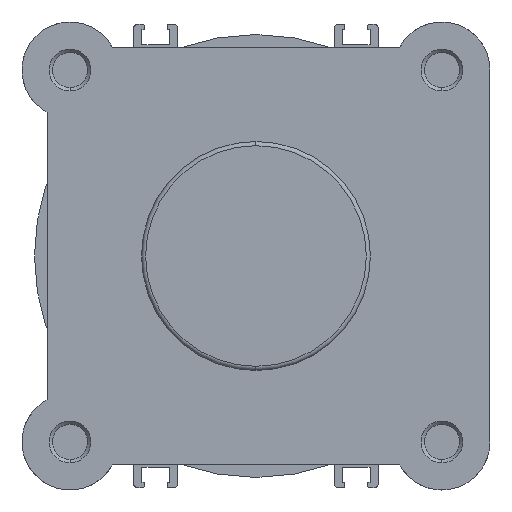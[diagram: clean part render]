
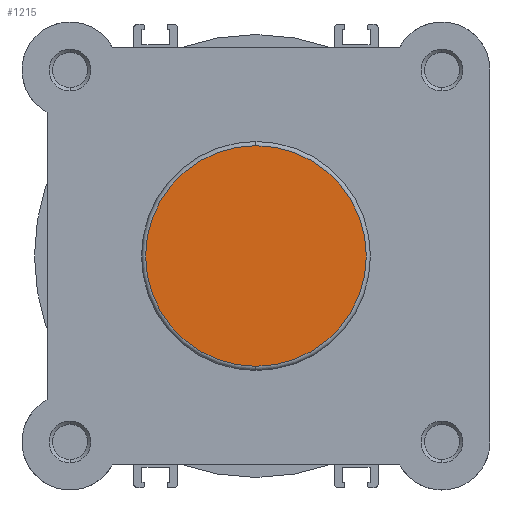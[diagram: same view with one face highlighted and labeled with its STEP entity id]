
A CAD part, left-side view. The second image highlights one B-rep face of the part: STEP entity #1215.
In plain terms, the highlighted planar face has unit normal (-1, 0, 0).
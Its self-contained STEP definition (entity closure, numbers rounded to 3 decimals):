
#35 = EDGE_LOOP ( 'NONE', ( #7307, #7308 ) ) ;
#542 = FACE_OUTER_BOUND ( 'NONE', #35, .T. ) ;
#617 = CIRCLE ( 'NONE', #5531, 26.4 ) ;
#705 = CIRCLE ( 'NONE', #5564, 26.4 ) ;
#1215 = ADVANCED_FACE ( 'NONE', ( #542 ), #2495, .F. ) ;
#2495 = PLANE ( 'NONE',  #5499 ) ;
#2498 = CARTESIAN_POINT ( 'NONE',  ( 0., 27.4, 0. ) ) ;
#2504 = DIRECTION ( 'NONE',  ( 1., 0., 0. ) ) ;
#2505 = DIRECTION ( 'NONE',  ( 0., 0., -1. ) ) ;
#2686 = CARTESIAN_POINT ( 'NONE',  ( 0., 0., 0. ) ) ;
#2688 = DIRECTION ( 'NONE',  ( -1., 0., 0. ) ) ;
#2690 = DIRECTION ( 'NONE',  ( 0., 0., -1. ) ) ;
#2875 = CARTESIAN_POINT ( 'NONE',  ( 0., 0., 0. ) ) ;
#2882 = DIRECTION ( 'NONE',  ( -1., 0., 0. ) ) ;
#2883 = DIRECTION ( 'NONE',  ( 0., 0., -1. ) ) ;
#3168 = CARTESIAN_POINT ( 'NONE',  ( 0., 0., -26.4 ) ) ;
#3226 = CARTESIAN_POINT ( 'NONE',  ( 0., 0., 26.4 ) ) ;
#4670 = EDGE_CURVE ( 'NONE', #6616, #6558, #617, .T. ) ;
#4732 = EDGE_CURVE ( 'NONE', #6558, #6616, #705, .T. ) ;
#5499 = AXIS2_PLACEMENT_3D ( 'NONE', #2498, #2504, #2505 ) ;
#5531 = AXIS2_PLACEMENT_3D ( 'NONE', #2686, #2688, #2690 ) ;
#5564 = AXIS2_PLACEMENT_3D ( 'NONE', #2875, #2882, #2883 ) ;
#6558 = VERTEX_POINT ( 'NONE', #3168 ) ;
#6616 = VERTEX_POINT ( 'NONE', #3226 ) ;
#7307 = ORIENTED_EDGE ( 'NONE', *, *, #4732, .T. ) ;
#7308 = ORIENTED_EDGE ( 'NONE', *, *, #4670, .T. ) ;
